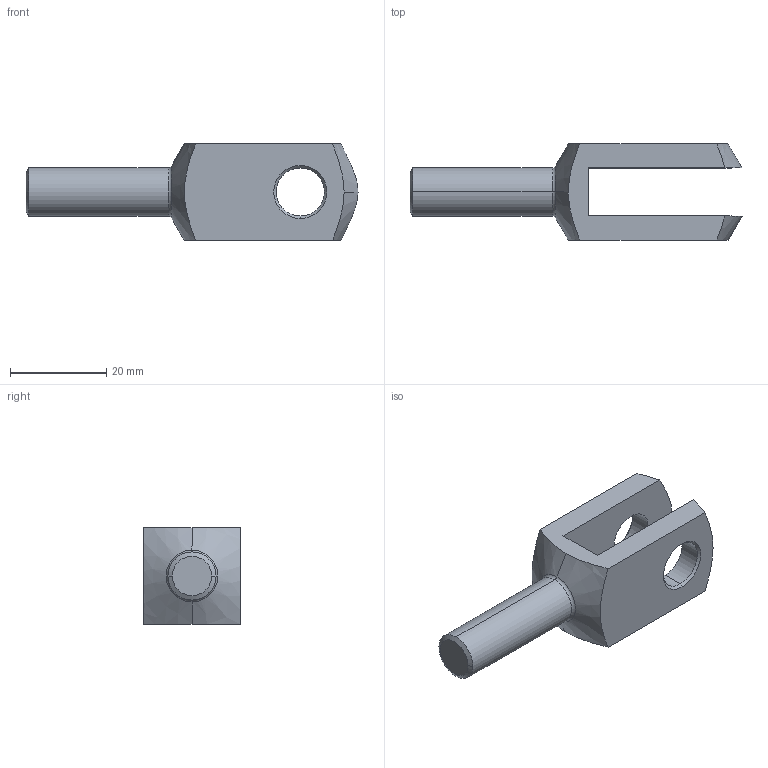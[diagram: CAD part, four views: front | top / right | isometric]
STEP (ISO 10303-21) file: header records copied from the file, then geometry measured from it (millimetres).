
FILE_DESCRIPTION (( 'STEP AP203' ), '1' );
FILE_NAME ('WDS551-110_551-110_sldprt.STEP', '2021-04-01T17:27:27', ( '' ), ( '' ), 'SwSTEP 2.0', 'SolidWorks 2020', '' );
FILE_SCHEMA (( 'CONFIG_CONTROL_DESIGN' ));
Length unit declared in the file: millimetre
Products named in the file (1): WDS551-110_551-110_sldprt
Bounding box: 69 x 20 x 20 mm (x, y, z)
Volume: 9563.8 mm3; surface area: 4958.9 mm2
Topology: 1 solids, 1 shells, 27 faces, 67 edges, 42 vertices
Faces by surface type: cone 11, plane 8, cylinder 6, torus 2
Entity records: 1040 total; most frequent: CARTESIAN_POINT 323, ORIENTED_EDGE 134, DIRECTION 131, EDGE_CURVE 67, AXIS2_PLACEMENT_3D 52, VERTEX_POINT 42, EDGE_LOOP 31, LINE 27
